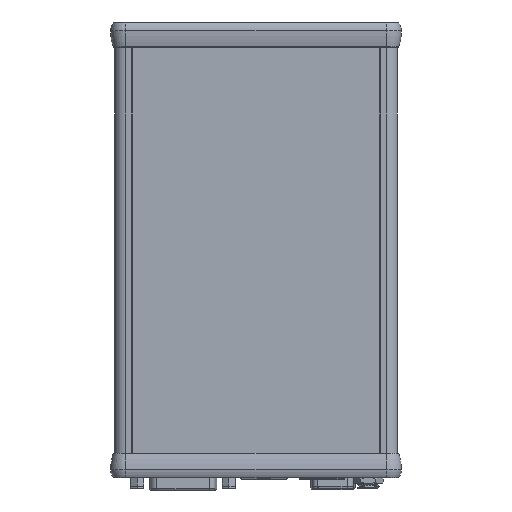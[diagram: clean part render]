
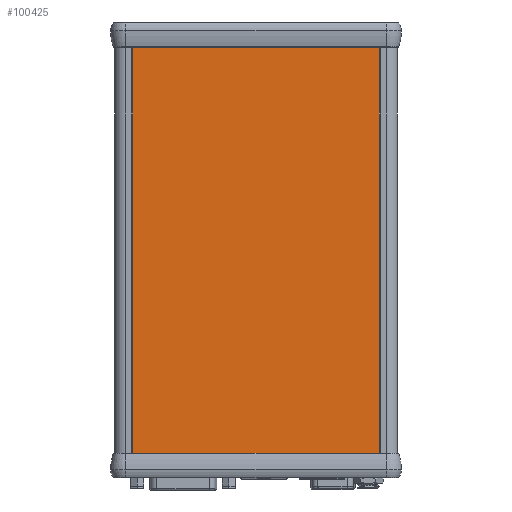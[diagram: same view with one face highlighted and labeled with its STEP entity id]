
A CAD part, front view. The second image highlights one B-rep face of the part: STEP entity #100425.
In plain terms, the highlighted planar face has unit normal (0, -1, 0).
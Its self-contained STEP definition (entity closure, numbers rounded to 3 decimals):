
#2566 = ORIENTED_EDGE ( 'NONE', *, *, #68732, .T. ) ;
#3452 = EDGE_LOOP ( 'NONE', ( #138180, #79474, #2566, #44307 ) ) ;
#4910 = VERTEX_POINT ( 'NONE', #77761 ) ;
#9324 = CARTESIAN_POINT ( 'NONE',  ( -44.85, -26.5, -162.5 ) ) ;
#13316 = FACE_OUTER_BOUND ( 'NONE', #3452, .T. ) ;
#15638 = EDGE_CURVE ( 'NONE', #138159, #154613, #148146, .T. ) ;
#17130 = CARTESIAN_POINT ( 'NONE',  ( 44.85, -26.5, -2.5 ) ) ;
#23907 = DIRECTION ( 'NONE',  ( 1., 0., 0. ) ) ;
#38510 = VECTOR ( 'NONE', #23907, 1000. ) ;
#41032 = VECTOR ( 'NONE', #135226, 1000. ) ;
#44307 = ORIENTED_EDGE ( 'NONE', *, *, #141524, .T. ) ;
#44563 = CARTESIAN_POINT ( 'NONE',  ( 44.85, -26.5, -2.5 ) ) ;
#56489 = LINE ( 'NONE', #17130, #41032 ) ;
#61816 = CARTESIAN_POINT ( 'NONE',  ( -44.85, -26.5, -2.5 ) ) ;
#68732 = EDGE_CURVE ( 'NONE', #138159, #4910, #56489, .T. ) ;
#77761 = CARTESIAN_POINT ( 'NONE',  ( -44.85, -26.5, -2.5 ) ) ;
#79474 = ORIENTED_EDGE ( 'NONE', *, *, #15638, .F. ) ;
#80883 = DIRECTION ( 'NONE',  ( 0., -1., 0. ) ) ;
#85550 = LINE ( 'NONE', #9324, #38510 ) ;
#89764 = CARTESIAN_POINT ( 'NONE',  ( -44.85, -26.5, -162.5 ) ) ;
#94595 = CARTESIAN_POINT ( 'NONE',  ( -44.85, -26.5, -82.5 ) ) ;
#95715 = EDGE_CURVE ( 'NONE', #153502, #154613, #85550, .T. ) ;
#100425 = ADVANCED_FACE ( 'NONE', ( #13316 ), #132250, .T. ) ;
#103732 = LINE ( 'NONE', #61816, #124930 ) ;
#106183 = VECTOR ( 'NONE', #134441, 1000. ) ;
#120245 = CARTESIAN_POINT ( 'NONE',  ( 44.85, -26.5, -2.5 ) ) ;
#124930 = VECTOR ( 'NONE', #167095, 1000. ) ;
#132250 = PLANE ( 'NONE',  #143614 ) ;
#134441 = DIRECTION ( 'NONE',  ( 0., 0., -1. ) ) ;
#135226 = DIRECTION ( 'NONE',  ( -1., 0., 0. ) ) ;
#137594 = CARTESIAN_POINT ( 'NONE',  ( 44.85, -26.5, -162.5 ) ) ;
#138159 = VERTEX_POINT ( 'NONE', #120245 ) ;
#138180 = ORIENTED_EDGE ( 'NONE', *, *, #95715, .T. ) ;
#141524 = EDGE_CURVE ( 'NONE', #4910, #153502, #103732, .T. ) ;
#143614 = AXIS2_PLACEMENT_3D ( 'NONE', #94595, #80883, #146825 ) ;
#146825 = DIRECTION ( 'NONE',  ( 1., 0., 0. ) ) ;
#148146 = LINE ( 'NONE', #44563, #106183 ) ;
#153502 = VERTEX_POINT ( 'NONE', #89764 ) ;
#154613 = VERTEX_POINT ( 'NONE', #137594 ) ;
#167095 = DIRECTION ( 'NONE',  ( 0., 0., -1. ) ) ;
